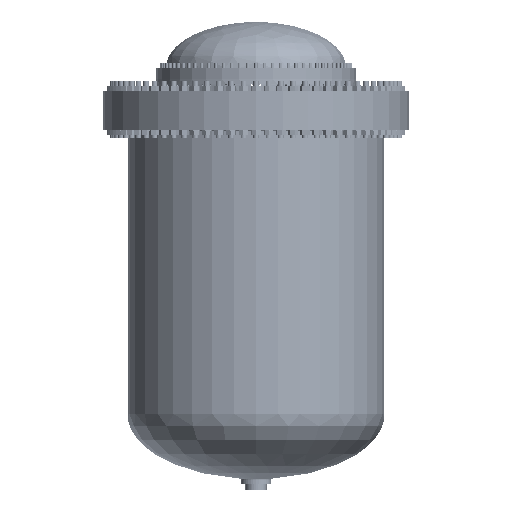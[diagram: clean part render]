
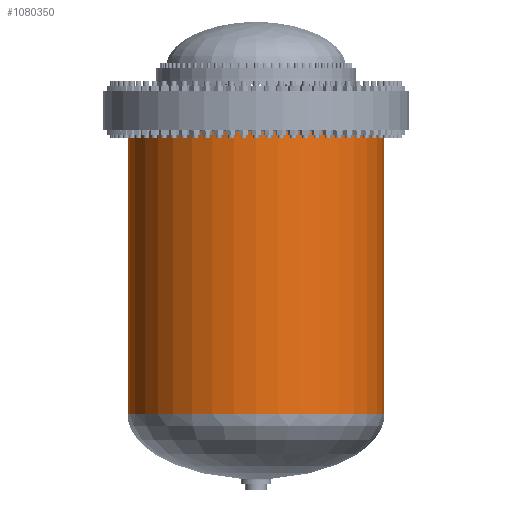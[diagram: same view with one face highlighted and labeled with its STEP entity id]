
A CAD part, left-side view. The second image highlights one B-rep face of the part: STEP entity #1080350.
In plain terms, the highlighted cylindrical face has radius 671 mm (diameter 1342 mm), a partial arc.
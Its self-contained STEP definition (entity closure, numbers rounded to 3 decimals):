
#1055640=CARTESIAN_POINT('',(0.,671.,-748.264));
#1055650=VERTEX_POINT('',#1055640);
#1055680=CARTESIAN_POINT('',(0.,0.
,-748.264));
#1055690=DIRECTION('',(0.,0.,1.));
#1055700=DIRECTION('',(0.,-1.,0.));
#1055710=AXIS2_PLACEMENT_3D('',#1055680,#1055690,#1055700);
#1055720=CIRCLE('',#1055710,671.);
#1055730=CARTESIAN_POINT('',(0.,-671.,-748.264));
#1055740=VERTEX_POINT('',#1055730);
#1055750=EDGE_CURVE('',#1055650,#1055740,#1055720,.T.);
#1080040=CARTESIAN_POINT('',(0.,0.
,-44.632));
#1080050=DIRECTION('',(0.,0.,1.));
#1080060=DIRECTION('',(0.,1.,0.));
#1080070=AXIS2_PLACEMENT_3D('',#1080040,#1080050,#1080060);
#1080080=CYLINDRICAL_SURFACE('',#1080070,671.);
#1080090=CARTESIAN_POINT('',(0.,671.,-44.632));
#1080100=DIRECTION('',(0.,0.,1.));
#1080110=VECTOR('',#1080100,1.);
#1080120=LINE('',#1080090,#1080110);
#1080130=CARTESIAN_POINT('',(0.,671.,729.));
#1080140=VERTEX_POINT('',#1080130);
#1080150=EDGE_CURVE('',#1055650,#1080140,#1080120,.T.);
#1080160=ORIENTED_EDGE('',*,*,#1080150,.F.);
#1080170=CARTESIAN_POINT('',(0.,0.
,729.));
#1080180=DIRECTION('',(0.,0.,1.));
#1080190=DIRECTION('',(0.,1.,0.));
#1080200=AXIS2_PLACEMENT_3D('',#1080170,#1080180,#1080190);
#1080210=CIRCLE('',#1080200,671.);
#1080220=CARTESIAN_POINT('',(0.,-671.,729.));
#1080230=VERTEX_POINT('',#1080220);
#1080240=EDGE_CURVE('',#1080140,#1080230,#1080210,.T.);
#1080250=ORIENTED_EDGE('',*,*,#1080240,.F.);
#1080260=CARTESIAN_POINT('',(0.,-671.,-44.632));
#1080270=DIRECTION('',(0.,0.,1.));
#1080280=VECTOR('',#1080270,1.);
#1080290=LINE('',#1080260,#1080280);
#1080300=EDGE_CURVE('',#1055740,#1080230,#1080290,.T.);
#1080310=ORIENTED_EDGE('',*,*,#1080300,.T.);
#1080320=ORIENTED_EDGE('',*,*,#1055750,.T.);
#1080330=EDGE_LOOP('',(#1080320,#1080310,#1080250,#1080160));
#1080340=FACE_OUTER_BOUND('',#1080330,.T.);
#1080350=ADVANCED_FACE('',(#1080340),#1080080,.T.);
